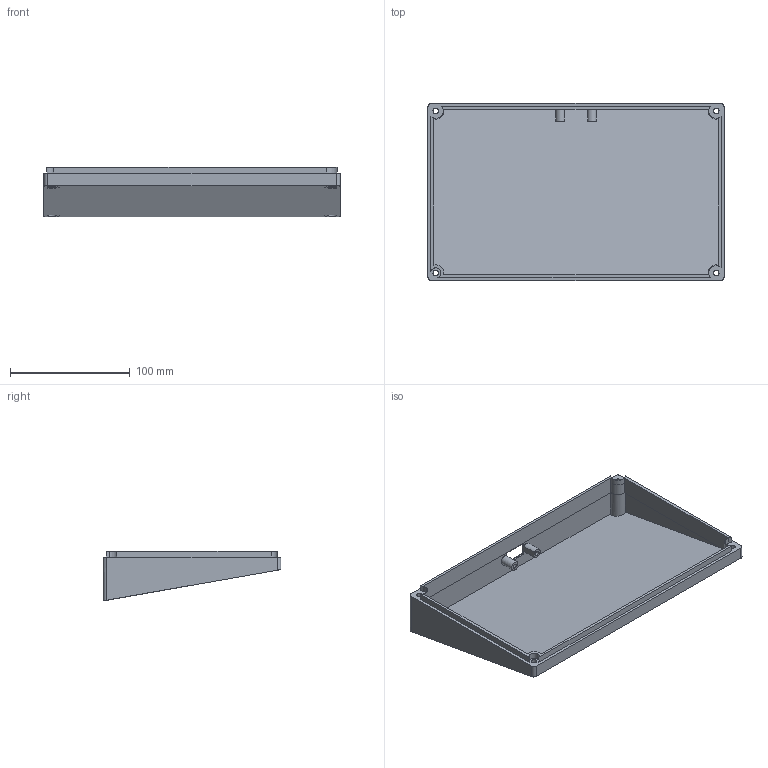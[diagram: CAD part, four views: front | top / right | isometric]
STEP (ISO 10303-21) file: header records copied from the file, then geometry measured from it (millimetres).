
FILE_DESCRIPTION(/* description */ (''),/* implementation_level */ '2;1');
FILE_NAME(/* name */ 'Keyboard Case v6.step',/* time_stamp */ '2025-12-14T11:08:52-06:00',/* author */ (''),/* organization */ (''),/* preprocessor_version */ 'ST-DEVELOPER v20.1',/* originating_system */ 'Autodesk Translation Framework v14.17.0.0',/* authorisation */ '');
FILE_SCHEMA (('AUTOMOTIVE_DESIGN { 1 0 10303 214 3 1 1 }'));
Length unit declared in the file: millimetre
Products named in the file (1): Keyboard Case
Bounding box: 247.5 x 148.5 x 41.57 mm (x, y, z)
Volume: 164257.7 mm3; surface area: 122140.6 mm2
Topology: 1 solids, 1 shells, 74 faces, 198 edges, 130 vertices
Faces by surface type: plane 40, cylinder 30, bspline 4
Full cylindrical faces by diameter (mm): 3.8 x2, 4.6 x4, 7.5 x4
Entity records: 2414 total; most frequent: CARTESIAN_POINT 431, DIRECTION 422, ORIENTED_EDGE 396, EDGE_CURVE 198, AXIS2_PLACEMENT_3D 153, VERTEX_POINT 130, LINE 116, VECTOR 116
